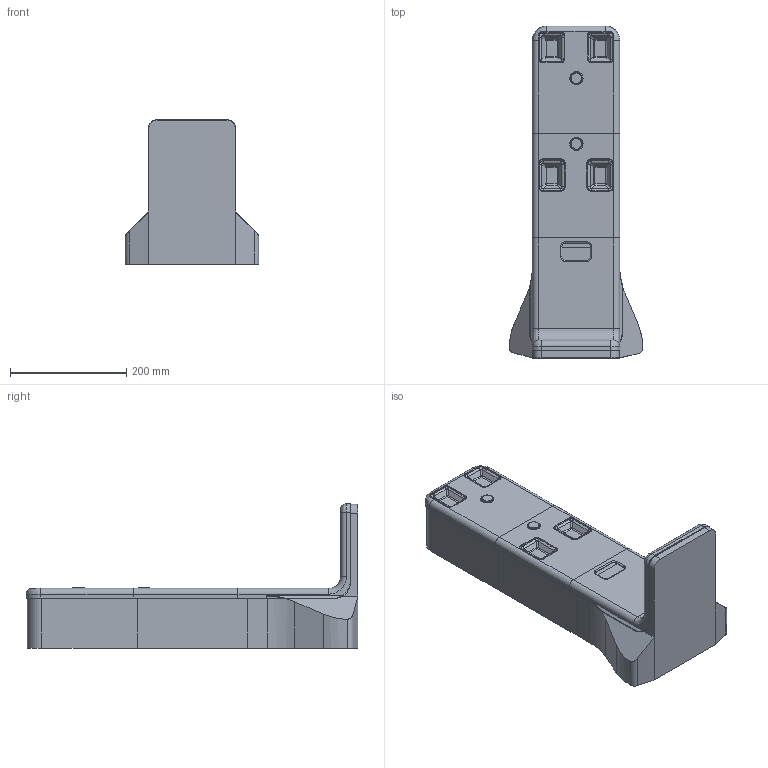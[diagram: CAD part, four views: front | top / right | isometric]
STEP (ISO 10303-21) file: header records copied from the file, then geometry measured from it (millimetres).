
FILE_DESCRIPTION(/* description */ (''),/* implementation_level */ '2;1');
FILE_NAME(/* name */ 'dock_station v4.step',/* time_stamp */ '2022-02-09T18:38:26+01:00',/* author */ (''),/* organization */ (''),/* preprocessor_version */ 'ST-DEVELOPER v18.1',/* originating_system */ 'Autodesk Translation Framework v10.13.0.1454',/* authorisation */ '');
FILE_SCHEMA (('AUTOMOTIVE_DESIGN { 1 0 10303 214 3 1 1 }'));
Length unit declared in the file: millimetre
Products named in the file (6): (Non enregistré); Composant1; Composant2; Composant3; Composant4; Composant5
Assembly tree (5 placements, depth 2):
  (Non enregistré)
    Composant1
    Composant2
    Composant3
    Composant4
    Composant5
Bounding box: 230 x 572.19 x 248.76 mm (x, y, z)
Volume: 10430786.2 mm3; surface area: 1010566 mm2
Topology: 12 solids, 12 shells, 830 faces, 2096 edges, 1288 vertices
Faces by surface type: plane 315, bspline 274, cylinder 197, torus 28, sphere 16
Full cylindrical faces by diameter (mm): 20 x2, 21 x2
Entity records: 31595 total; most frequent: CARTESIAN_POINT 12428, ORIENTED_EDGE 4176, DIRECTION 3714, EDGE_CURVE 2088, AXIS2_PLACEMENT_3D 1304, VERTEX_POINT 1288, LINE 1106, VECTOR 1106
